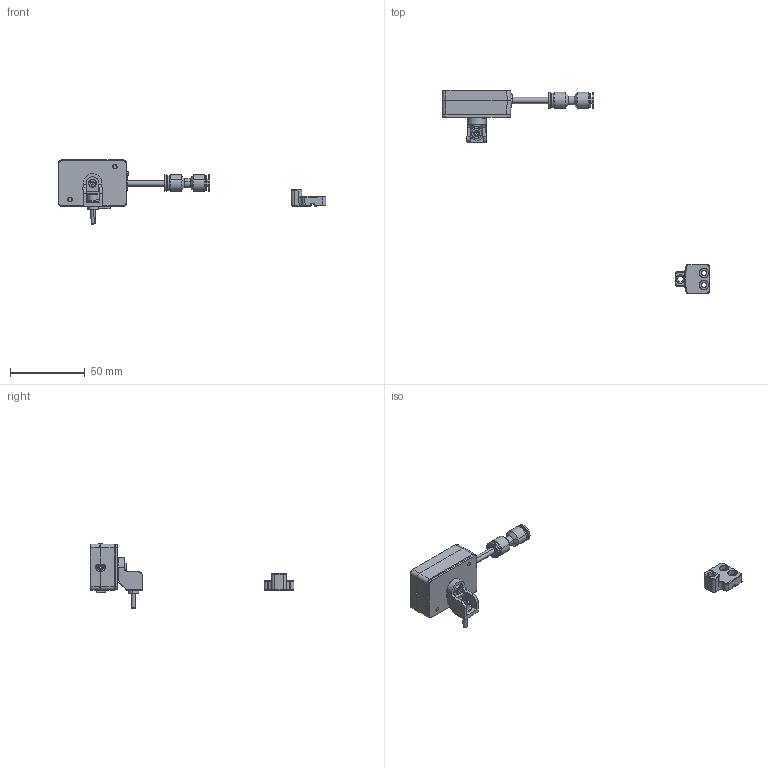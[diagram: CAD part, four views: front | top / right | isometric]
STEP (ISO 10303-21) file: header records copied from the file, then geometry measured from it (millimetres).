
FILE_DESCRIPTION (( 'STEP AP214' ), '1' );
FILE_NAME ('MP4602-10000 剿蹋潰聆郪璃 filament runout module.step', '2025-03-25T06:42:26', ( 'Windows User' ), ( 'P R C' ), 'SwSTEP 2.0', 'SolidWorks 2020', '' );
FILE_SCHEMA (( 'AUTOMOTIVE_DESIGN' ));
Length unit declared in the file: millimetre
Products named in the file (25): 线径0.3外径4长度10弹簧 断料检测弹簧 filament runout sensor spring ; JXHSV05P-07208-a 粣 a-axis; 固定4MM铁氟龙管 快接头 tpfe tube quick coupling; JXHSV05P-07205-f U倰羞粣創 u-groove bearing; GB-T-70.1-2000-M3x8 内六角圆柱头螺丝 hex socket cylindrical head screws; JXHSV05P-07202-d 剿蹋潰聆狟裔 filament runout sensor below cover; GB-T-70.3-2000-M3x18 囀鞠褒麥芛蹟佪 hexagon socket countersunk head screw; JXHSV05P-07209-a 粣杶 axle sleeve; JXHSV05P-07201-d 剿蹋潰聆奻裔 filament runout sensor top cover; 沺睛韓奪 ptfe tube; GB-T-70.1-2000-M3x16 内六角圆柱头螺丝 hexagon socket countersunk head screw; MP4602-10000 剿蹋潰聆郪璃 filament runout module; JXHSV05P-07206-d ÏÞÎ»¿ª¹Øµ²¿é limit switch stop block; JXHMP4602-02018-d 路燭翐 insulated column; JXHSV06P-07009-a 啊裝路燭翐 swing rod isolation column; A级大平垫GB-T96.1-2022-3 平垫圈 flat washer; 固定4mm铁氟龙管 快插接头管卡 tpfe tube quick plug adapter tube; JXHSV05P-07210-h 剿蹋潰聆PCB filament runout sensor pcb; JXHSV05P-07203-a 徹蹋奪1 feed tube; ァ雄諉芛 pneumatic joint; JXHSV06P-07008-d 剿蹋潰聆啊裝 filament runout sensor oscillating bar ; JXHSV05P-07213-d 沺睛韓奪盓傅殤 ptfe tube support frame; GB-T-70.1-2000-M2X5 内六角圆柱头螺丝 hex socket cylindrical head screws; JXHSV05P-07204-a 徹蹋奪2 feed tube; JXHSV05P-07214-b 嘐隅啣 fixed plate
Assembly tree (27 placements, depth 2):
  MP4602-10000 剿蹋潰聆郪璃 filament runout module
    JXHSV05P-07201-d 剿蹋潰聆奻裔 filament runout sensor top cover
    JXHSV05P-07202-d 剿蹋潰聆狟裔 filament runout sensor below cover
    JXHSV05P-07203-a 徹蹋奪1 feed tube
    JXHSV05P-07204-a 徹蹋奪2 feed tube
    JXHSV05P-07205-f U倰羞粣創 u-groove bearing
    JXHSV05P-07206-d ÏÞÎ»¿ª¹Øµ²¿é limit switch stop block
    JXHSV05P-07208-a 粣 a-axis
    JXHSV05P-07209-a 粣杶 axle sleeve
    JXHSV05P-07210-h 剿蹋潰聆PCB filament runout sensor pcb
    JXHSV06P-07009-a 啊裝路燭翐 swing rod isolation column  x2
    JXHSV05P-07214-b 嘐隅啣 fixed plate
    线径0.3外径4长度10弹簧 断料检测弹簧 filament runout sensor spring 
    固定4mm铁氟龙管 快插接头管卡 tpfe tube quick plug adapter tube
    固定4MM铁氟龙管 快接头 tpfe tube quick coupling
    沺睛韓奪 ptfe tube
    GB-T-70.1-2000-M2X5 内六角圆柱头螺丝 hex socket cylindrical head screws  x2
    GB-T-70.3-2000-M3x18 囀鞠褒麥芛蹟佪 hexagon socket countersunk head screw  x2
    JXHSV06P-07008-d 剿蹋潰聆啊裝 filament runout sensor oscillating bar 
    GB-T-70.1-2000-M3x8 内六角圆柱头螺丝 hex socket cylindrical head screws
    A级大平垫GB-T96.1-2022-3 平垫圈 flat washer
    GB-T-70.1-2000-M3x16 内六角圆柱头螺丝 hexagon socket countersunk head screw
    ァ雄諉芛 pneumatic joint
    JXHSV05P-07213-d 沺睛韓奪盓傅殤 ptfe tube support frame
    JXHMP4602-02018-d 路燭翐 insulated column
Bounding box: 179.13 x 136.3 x 42.84 mm (x, y, z)
Volume: 19774.7 mm3; surface area: 29444.9 mm2
Topology: 35 solids, 35 shells, 1271 faces, 3188 edges, 2011 vertices
Faces by surface type: plane 685, cylinder 356, cone 140, torus 42, bspline 40, sphere 8
Entity records: 42055 total; most frequent: CARTESIAN_POINT 10301, ORIENTED_EDGE 6092, DIRECTION 6020, EDGE_CURVE 3046, AXIS2_PLACEMENT_3D 2050, VERTEX_POINT 1937, VECTOR 1920, LINE 1920
